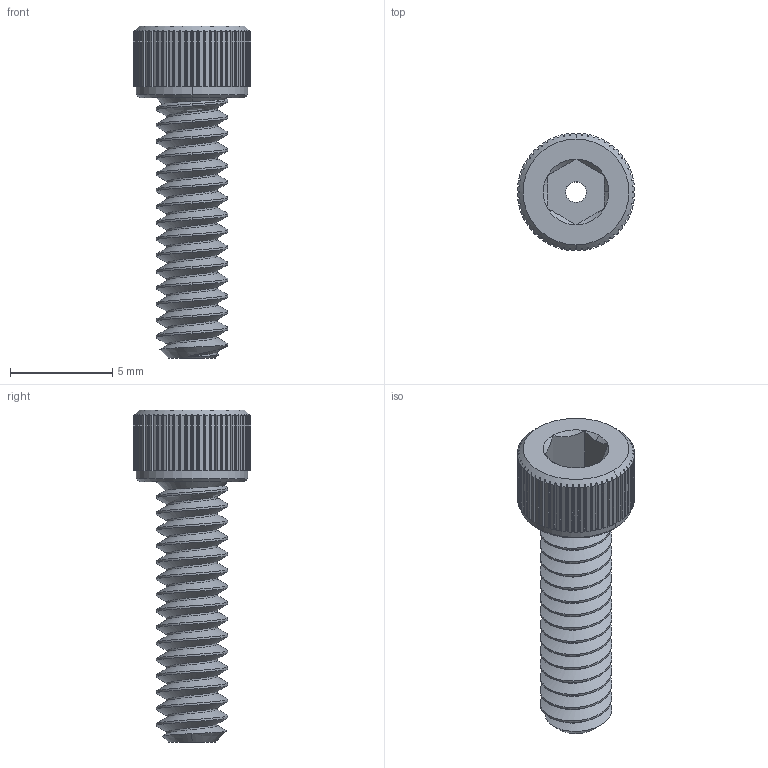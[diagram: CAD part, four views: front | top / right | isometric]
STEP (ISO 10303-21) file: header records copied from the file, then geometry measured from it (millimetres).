
FILE_DESCRIPTION (( 'STEP AP203' ), '1' );
FILE_NAME ('90841A120_Cleaned and Bagged 18-8 Stainless Steel Vented Socket Head Screw.STEP', '2023-03-03T21:15:51', ( 'Administrator' ), ( 'Managed by Terraform' ), 'SwSTEP 2.0', 'SolidWorks 2017', '' );
FILE_SCHEMA (( 'CONFIG_CONTROL_DESIGN' ));
Length unit declared in the file: inch
Products named in the file (1): 90841A120_Cleaned and Bagged 18-8 Stainless Steel Vented Socket Head Screw
Bounding box: 5.74 x 5.74 x 16.21 mm (x, y, z)
Volume: 149.1 mm3; surface area: 404.6 mm2
Topology: 1 solids, 1 shells, 323 faces, 932 edges, 614 vertices
Faces by surface type: cylinder 169, plane 132, cone 16, bspline 6
Entity records: 16339 total; most frequent: CARTESIAN_POINT 8218, ORIENTED_EDGE 1864, DIRECTION 1502, EDGE_CURVE 932, VERTEX_POINT 614, AXIS2_PLACEMENT_3D 535, VECTOR 432, LINE 432
